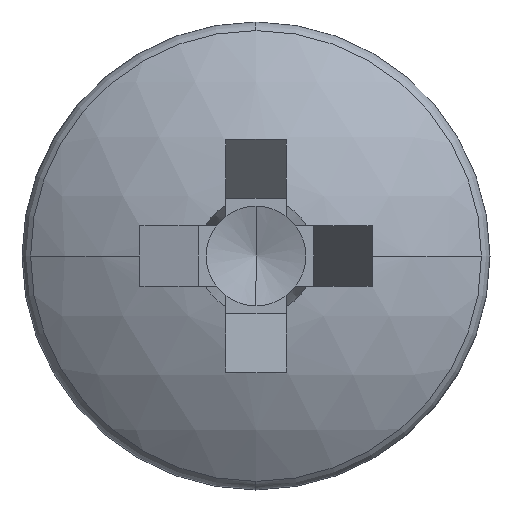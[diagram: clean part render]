
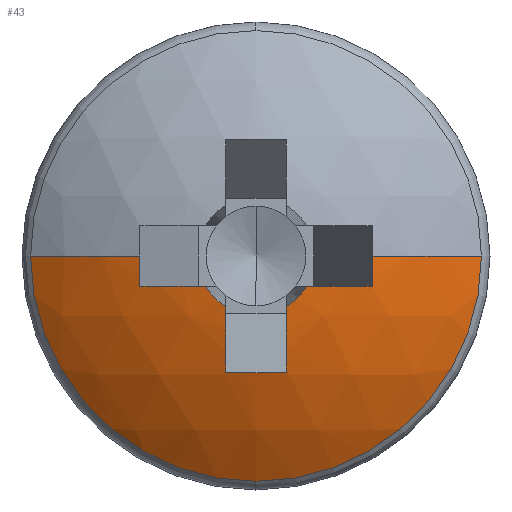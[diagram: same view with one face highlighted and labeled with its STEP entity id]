
A CAD part, left-side view. The second image highlights one B-rep face of the part: STEP entity #43.
In plain terms, the highlighted spherical face has radius 6.5 mm.
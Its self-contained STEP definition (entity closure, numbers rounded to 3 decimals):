
#3 = DIRECTION ( 'NONE',  ( 0.446, 0., -0.895 ) ) ;
#7 = EDGE_CURVE ( 'NONE', #478, #190, #500, .T. ) ;
#9 = CIRCLE ( 'NONE', #618, 6.48 ) ;
#20 = CARTESIAN_POINT ( 'NONE',  ( 0.313, 1.994, 0. ) ) ;
#21 = VERTEX_POINT ( 'NONE', #523 ) ;
#35 = SPHERICAL_SURFACE ( 'NONE', #680, 6.5 ) ;
#41 = ORIENTED_EDGE ( 'NONE', *, *, #839, .F. ) ;
#43 = ADVANCED_FACE ( 'NONE', ( #105 ), #35, .T. ) ;
#47 = ORIENTED_EDGE ( 'NONE', *, *, #711, .F. ) ;
#67 = EDGE_LOOP ( 'NONE', ( #694, #928, #345, #1023, #860, #233, #610, #857, #41, #655, #47, #262, #453 ) ) ;
#73 = VERTEX_POINT ( 'NONE', #463 ) ;
#74 = DIRECTION ( 'NONE',  ( -0.895, 0.446, 0. ) ) ;
#89 = VERTEX_POINT ( 'NONE', #715 ) ;
#98 = AXIS2_PLACEMENT_3D ( 'NONE', #128, #456, #783 ) ;
#101 = AXIS2_PLACEMENT_3D ( 'NONE', #903, #150, #132 ) ;
#105 = FACE_OUTER_BOUND ( 'NONE', #67, .T. ) ;
#108 = EDGE_CURVE ( 'NONE', #142, #750, #884, .T. ) ;
#118 = AXIS2_PLACEMENT_3D ( 'NONE', #847, #3, #858 ) ;
#128 = CARTESIAN_POINT ( 'NONE',  ( 1.265, 0., 0. ) ) ;
#132 = DIRECTION ( 'NONE',  ( 0., 1., 0. ) ) ;
#135 = CARTESIAN_POINT ( 'NONE',  ( 6.5, 0., -0.515 ) ) ;
#140 = CIRCLE ( 'NONE', #418, 6.426 ) ;
#142 = VERTEX_POINT ( 'NONE', #461 ) ;
#150 = DIRECTION ( 'NONE',  ( 0., 0., -1. ) ) ;
#151 = CIRCLE ( 'NONE', #701, 1.009 ) ;
#154 = AXIS2_PLACEMENT_3D ( 'NONE', #802, #690, #534 ) ;
#155 = DIRECTION ( 'NONE',  ( -1., 0., 0. ) ) ;
#165 = DIRECTION ( 'NONE',  ( -1., 0., 0. ) ) ;
#172 = CARTESIAN_POINT ( 'NONE',  ( 0.079, -0.868, -0.515 ) ) ;
#190 = VERTEX_POINT ( 'NONE', #963 ) ;
#192 = DIRECTION ( 'NONE',  ( 0., 1., 0. ) ) ;
#202 = CARTESIAN_POINT ( 'NONE',  ( 6.064, 0.874, 0. ) ) ;
#215 = CARTESIAN_POINT ( 'NONE',  ( 1.265, -3.853, 0. ) ) ;
#224 = DIRECTION ( 'NONE',  ( 0., -1., 0. ) ) ;
#232 = CARTESIAN_POINT ( 'NONE',  ( 6.5, 0., 0. ) ) ;
#233 = ORIENTED_EDGE ( 'NONE', *, *, #814, .F. ) ;
#237 = DIRECTION ( 'NONE',  ( 0., 0., 1. ) ) ;
#243 = CIRCLE ( 'NONE', #667, 1.009 ) ;
#247 = EDGE_CURVE ( 'NONE', #750, #478, #577, .T. ) ;
#262 = ORIENTED_EDGE ( 'NONE', *, *, #389, .T. ) ;
#264 = VERTEX_POINT ( 'NONE', #400 ) ;
#279 = AXIS2_PLACEMENT_3D ( 'NONE', #232, #237, #310 ) ;
#291 = EDGE_CURVE ( 'NONE', #264, #89, #243, .T. ) ;
#310 = DIRECTION ( 'NONE',  ( 1., 0., 0. ) ) ;
#316 = VERTEX_POINT ( 'NONE', #912 ) ;
#317 = DIRECTION ( 'NONE',  ( 0.446, 0.895, 0. ) ) ;
#341 = EDGE_CURVE ( 'NONE', #316, #472, #558, .T. ) ;
#345 = ORIENTED_EDGE ( 'NONE', *, *, #247, .T. ) ;
#364 = CARTESIAN_POINT ( 'NONE',  ( 6.5, 0., 0. ) ) ;
#378 = DIRECTION ( 'NONE',  ( 0., 0., -1. ) ) ;
#384 = DIRECTION ( 'NONE',  ( 1., 0., 0. ) ) ;
#389 = EDGE_CURVE ( 'NONE', #21, #472, #140, .T. ) ;
#400 = CARTESIAN_POINT ( 'NONE',  ( 0.079, 0.868, -0.515 ) ) ;
#418 = AXIS2_PLACEMENT_3D ( 'NONE', #723, #317, #74 ) ;
#430 = EDGE_CURVE ( 'NONE', #659, #767, #785, .T. ) ;
#447 = DIRECTION ( 'NONE',  ( 0.446, -0.895, 0. ) ) ;
#453 = ORIENTED_EDGE ( 'NONE', *, *, #341, .F. ) ;
#456 = DIRECTION ( 'NONE',  ( -1., 0., 0. ) ) ;
#461 = CARTESIAN_POINT ( 'NONE',  ( 1.265, 0., -3.853 ) ) ;
#462 = DIRECTION ( 'NONE',  ( 1., 0., 0. ) ) ;
#463 = CARTESIAN_POINT ( 'NONE',  ( 0.079, -0.515, -0.868 ) ) ;
#472 = VERTEX_POINT ( 'NONE', #20 ) ;
#478 = VERTEX_POINT ( 'NONE', #675 ) ;
#500 = CIRCLE ( 'NONE', #862, 6.426 ) ;
#523 = CARTESIAN_POINT ( 'NONE',  ( 0.332, 1.985, -0.515 ) ) ;
#534 = DIRECTION ( 'NONE',  ( 0., 0., 1. ) ) ;
#549 = DIRECTION ( 'NONE',  ( 0., 0., 1. ) ) ;
#558 = CIRCLE ( 'NONE', #279, 6.5 ) ;
#564 = CIRCLE ( 'NONE', #987, 6.48 ) ;
#577 = CIRCLE ( 'NONE', #101, 6.5 ) ;
#592 = CIRCLE ( 'NONE', #1093, 6.48 ) ;
#607 = CARTESIAN_POINT ( 'NONE',  ( 0.332, -0.515, -1.985 ) ) ;
#610 = ORIENTED_EDGE ( 'NONE', *, *, #788, .F. ) ;
#617 = DIRECTION ( 'NONE',  ( 0.895, 0.446, 0. ) ) ;
#618 = AXIS2_PLACEMENT_3D ( 'NONE', #135, #905, #462 ) ;
#648 = EDGE_CURVE ( 'NONE', #316, #142, #933, .T. ) ;
#653 = CIRCLE ( 'NONE', #1003, 6.48 ) ;
#655 = ORIENTED_EDGE ( 'NONE', *, *, #291, .F. ) ;
#659 = VERTEX_POINT ( 'NONE', #607 ) ;
#664 = CARTESIAN_POINT ( 'NONE',  ( 0.079, 0., 0. ) ) ;
#667 = AXIS2_PLACEMENT_3D ( 'NONE', #664, #155, #838 ) ;
#675 = CARTESIAN_POINT ( 'NONE',  ( 0.313, -1.994, 0. ) ) ;
#680 = AXIS2_PLACEMENT_3D ( 'NONE', #364, #773, #192 ) ;
#690 = DIRECTION ( 'NONE',  ( -1., 0., 0. ) ) ;
#694 = ORIENTED_EDGE ( 'NONE', *, *, #648, .T. ) ;
#701 = AXIS2_PLACEMENT_3D ( 'NONE', #968, #165, #378 ) ;
#711 = EDGE_CURVE ( 'NONE', #21, #264, #9, .T. ) ;
#715 = CARTESIAN_POINT ( 'NONE',  ( 0.079, 0.515, -0.868 ) ) ;
#721 = CARTESIAN_POINT ( 'NONE',  ( 6.5, 0.515, 0. ) ) ;
#723 = CARTESIAN_POINT ( 'NONE',  ( 6.064, -0.874, 0. ) ) ;
#750 = VERTEX_POINT ( 'NONE', #215 ) ;
#767 = VERTEX_POINT ( 'NONE', #1086 ) ;
#773 = DIRECTION ( 'NONE',  ( 0., 0., -1. ) ) ;
#783 = DIRECTION ( 'NONE',  ( 0., 0., 1. ) ) ;
#785 = CIRCLE ( 'NONE', #118, 6.426 ) ;
#788 = EDGE_CURVE ( 'NONE', #659, #73, #653, .T. ) ;
#802 = CARTESIAN_POINT ( 'NONE',  ( 1.265, 0., 0. ) ) ;
#809 = DIRECTION ( 'NONE',  ( 0., 0., 1. ) ) ;
#814 = EDGE_CURVE ( 'NONE', #73, #985, #151, .T. ) ;
#824 = EDGE_CURVE ( 'NONE', #985, #190, #564, .T. ) ;
#825 = CARTESIAN_POINT ( 'NONE',  ( 6.5, -0.515, 0. ) ) ;
#838 = DIRECTION ( 'NONE',  ( 0., 0., -1. ) ) ;
#839 = EDGE_CURVE ( 'NONE', #89, #767, #592, .T. ) ;
#847 = CARTESIAN_POINT ( 'NONE',  ( 6.064, 0., 0.874 ) ) ;
#857 = ORIENTED_EDGE ( 'NONE', *, *, #430, .T. ) ;
#858 = DIRECTION ( 'NONE',  ( -0.895, 0., -0.446 ) ) ;
#860 = ORIENTED_EDGE ( 'NONE', *, *, #824, .F. ) ;
#862 = AXIS2_PLACEMENT_3D ( 'NONE', #202, #447, #617 ) ;
#884 = CIRCLE ( 'NONE', #98, 3.853 ) ;
#888 = CARTESIAN_POINT ( 'NONE',  ( 6.5, 0., -0.515 ) ) ;
#903 = CARTESIAN_POINT ( 'NONE',  ( 6.5, 0., 0. ) ) ;
#905 = DIRECTION ( 'NONE',  ( 0., 0., 1. ) ) ;
#912 = CARTESIAN_POINT ( 'NONE',  ( 1.265, 3.853, 0. ) ) ;
#928 = ORIENTED_EDGE ( 'NONE', *, *, #108, .T. ) ;
#933 = CIRCLE ( 'NONE', #154, 3.853 ) ;
#963 = CARTESIAN_POINT ( 'NONE',  ( 0.332, -1.985, -0.515 ) ) ;
#968 = CARTESIAN_POINT ( 'NONE',  ( 0.079, 0., 0. ) ) ;
#985 = VERTEX_POINT ( 'NONE', #172 ) ;
#987 = AXIS2_PLACEMENT_3D ( 'NONE', #888, #809, #384 ) ;
#995 = DIRECTION ( 'NONE',  ( 0., 1., 0. ) ) ;
#1003 = AXIS2_PLACEMENT_3D ( 'NONE', #825, #995, #549 ) ;
#1023 = ORIENTED_EDGE ( 'NONE', *, *, #7, .T. ) ;
#1073 = DIRECTION ( 'NONE',  ( 0., 0., -1. ) ) ;
#1086 = CARTESIAN_POINT ( 'NONE',  ( 0.332, 0.515, -1.985 ) ) ;
#1093 = AXIS2_PLACEMENT_3D ( 'NONE', #721, #224, #1073 ) ;
